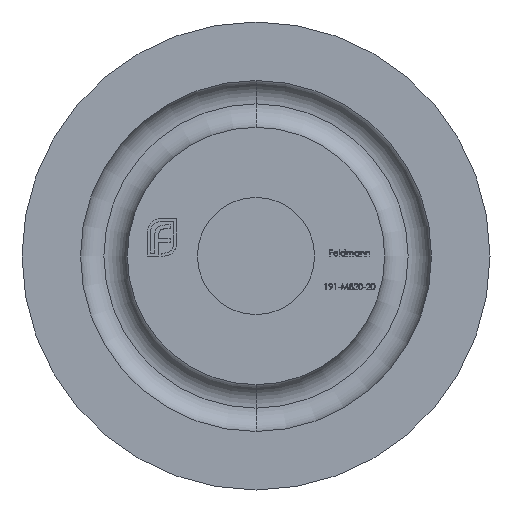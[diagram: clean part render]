
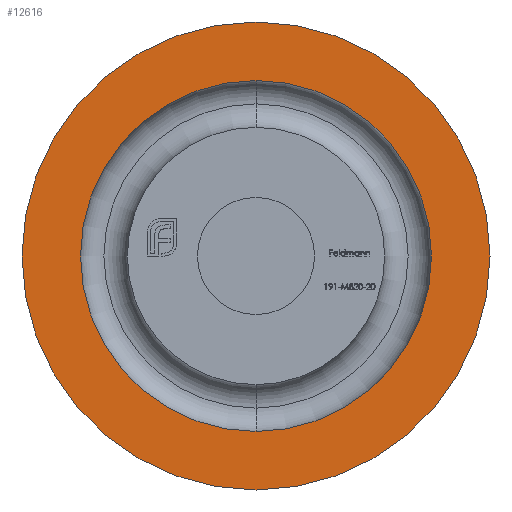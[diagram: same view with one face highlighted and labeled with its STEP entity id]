
A CAD part, front view. The second image highlights one B-rep face of the part: STEP entity #12616.
In plain terms, the highlighted planar face has unit normal (0, -1, 0).
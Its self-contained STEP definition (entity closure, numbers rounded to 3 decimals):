
#47 = VERTEX_POINT ( 'NONE', #13946 ) ;
#206 = CIRCLE ( 'NONE', #7383, 10. ) ;
#302 = EDGE_LOOP ( 'NONE', ( #12283, #1324 ) ) ;
#370 = VERTEX_POINT ( 'NONE', #613 ) ;
#613 = CARTESIAN_POINT ( 'NONE',  ( 0., 0., -10. ) ) ;
#618 = EDGE_CURVE ( 'NONE', #8944, #14755, #11481, .T. ) ;
#1199 = ORIENTED_EDGE ( 'NONE', *, *, #12692, .F. ) ;
#1324 = ORIENTED_EDGE ( 'NONE', *, *, #6430, .T. ) ;
#1472 = CARTESIAN_POINT ( 'NONE',  ( 0., 0., 7.5 ) ) ;
#2126 = DIRECTION ( 'NONE',  ( 0., -1., 0. ) ) ;
#2272 = CARTESIAN_POINT ( 'NONE',  ( 0., 0., 0. ) ) ;
#2287 = CARTESIAN_POINT ( 'NONE',  ( 0., 0., 0. ) ) ;
#2532 = DIRECTION ( 'NONE',  ( 0., -1., 0. ) ) ;
#2568 = EDGE_CURVE ( 'NONE', #370, #47, #206, .T. ) ;
#2853 = FACE_OUTER_BOUND ( 'NONE', #302, .T. ) ;
#3343 = CARTESIAN_POINT ( 'NONE',  ( 0., 0., 0. ) ) ;
#3615 = DIRECTION ( 'NONE',  ( 0., 0., -1. ) ) ;
#4098 = ORIENTED_EDGE ( 'NONE', *, *, #618, .F. ) ;
#4614 = DIRECTION ( 'NONE',  ( 0., 0., -1. ) ) ;
#5473 = EDGE_LOOP ( 'NONE', ( #4098, #1199 ) ) ;
#5643 = FACE_BOUND ( 'NONE', #5473, .T. ) ;
#6051 = CARTESIAN_POINT ( 'NONE',  ( 0., 0., -7.5 ) ) ;
#6430 = EDGE_CURVE ( 'NONE', #47, #370, #9134, .T. ) ;
#7383 = AXIS2_PLACEMENT_3D ( 'NONE', #2272, #10754, #4614 ) ;
#8269 = CIRCLE ( 'NONE', #15312, 7.5 ) ;
#8596 = CARTESIAN_POINT ( 'NONE',  ( 10., 0., 0. ) ) ;
#8944 = VERTEX_POINT ( 'NONE', #6051 ) ;
#9134 = CIRCLE ( 'NONE', #10830, 10. ) ;
#9357 = DIRECTION ( 'NONE',  ( 0., 0., -1. ) ) ;
#10508 = DIRECTION ( 'NONE',  ( 0., 0., -1. ) ) ;
#10754 = DIRECTION ( 'NONE',  ( 0., -1., 0. ) ) ;
#10794 = DIRECTION ( 'NONE',  ( 0., 0., -1. ) ) ;
#10830 = AXIS2_PLACEMENT_3D ( 'NONE', #3343, #2126, #10508 ) ;
#10849 = CARTESIAN_POINT ( 'NONE',  ( 0., 0., 0. ) ) ;
#11199 = AXIS2_PLACEMENT_3D ( 'NONE', #2287, #11834, #9357 ) ;
#11308 = AXIS2_PLACEMENT_3D ( 'NONE', #8596, #2532, #3615 ) ;
#11481 = CIRCLE ( 'NONE', #11199, 7.5 ) ;
#11834 = DIRECTION ( 'NONE',  ( 0., -1., 0. ) ) ;
#11960 = PLANE ( 'NONE',  #11308 ) ;
#12283 = ORIENTED_EDGE ( 'NONE', *, *, #2568, .T. ) ;
#12616 = ADVANCED_FACE ( 'NONE', ( #5643, #2853 ), #11960, .T. ) ;
#12692 = EDGE_CURVE ( 'NONE', #14755, #8944, #8269, .T. ) ;
#13334 = DIRECTION ( 'NONE',  ( 0., -1., 0. ) ) ;
#13946 = CARTESIAN_POINT ( 'NONE',  ( 0., 0., 10. ) ) ;
#14755 = VERTEX_POINT ( 'NONE', #1472 ) ;
#15312 = AXIS2_PLACEMENT_3D ( 'NONE', #10849, #13334, #10794 ) ;
